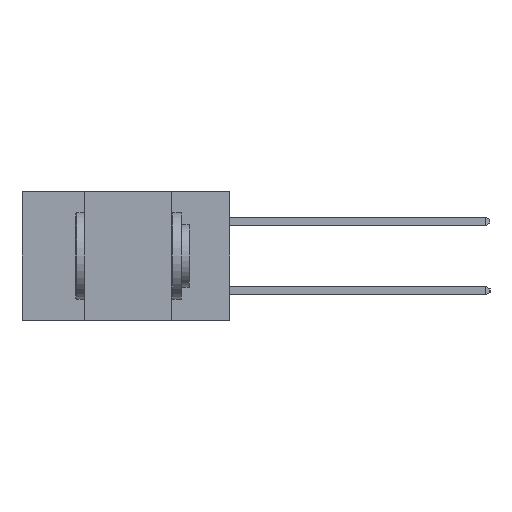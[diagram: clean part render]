
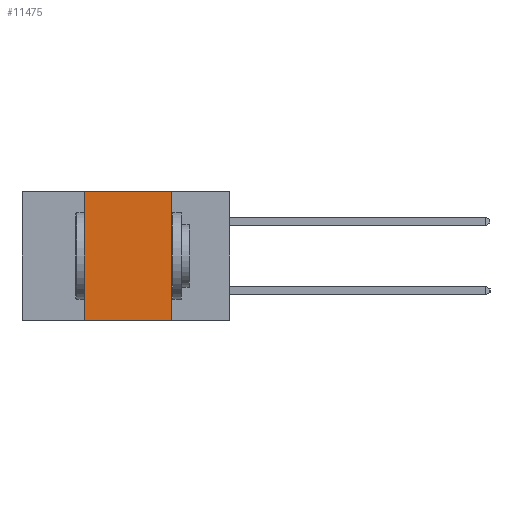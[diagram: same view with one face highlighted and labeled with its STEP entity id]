
A CAD part, left-side view. The second image highlights one B-rep face of the part: STEP entity #11475.
In plain terms, the highlighted planar face has unit normal (-1, 0, 0).
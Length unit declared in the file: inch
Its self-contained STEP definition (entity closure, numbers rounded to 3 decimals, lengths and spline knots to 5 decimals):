
#2 = VERTEX_POINT ( 'NONE', #6866 ) ;
#897 = DIRECTION ( 'NONE',  ( 0., 0., 1. ) ) ;
#920 = LINE ( 'NONE', #9879, #6207 ) ;
#1082 = EDGE_CURVE ( 'NONE', #8876, #2, #3518, .T. ) ;
#1873 = EDGE_CURVE ( 'NONE', #11804, #4357, #13984, .T. ) ;
#3167 = VECTOR ( 'NONE', #8298, 39.37008 ) ;
#3399 = EDGE_LOOP ( 'NONE', ( #5089, #11237, #6204, #9698 ) ) ;
#3518 = LINE ( 'NONE', #6177, #3167 ) ;
#3928 = CARTESIAN_POINT ( 'NONE',  ( 0., 0.42, -0.37 ) ) ;
#4357 = VERTEX_POINT ( 'NONE', #4781 ) ;
#4428 = DIRECTION ( 'NONE',  ( 0., -1., 0. ) ) ;
#4663 = CARTESIAN_POINT ( 'NONE',  ( 0., 0.6, 0. ) ) ;
#4701 = LINE ( 'NONE', #4663, #7862 ) ;
#4781 = CARTESIAN_POINT ( 'NONE',  ( 0., 0.42, 0. ) ) ;
#5089 = ORIENTED_EDGE ( 'NONE', *, *, #1082, .F. ) ;
#6177 = CARTESIAN_POINT ( 'NONE',  ( 0., 0.17, -0.37 ) ) ;
#6204 = ORIENTED_EDGE ( 'NONE', *, *, #1873, .F. ) ;
#6207 = VECTOR ( 'NONE', #9892, 39.37008 ) ;
#6384 = EDGE_CURVE ( 'NONE', #4357, #8876, #4701, .T. ) ;
#6866 = CARTESIAN_POINT ( 'NONE',  ( 0., 0.17, -0.37 ) ) ;
#7079 = PLANE ( 'NONE',  #8860 ) ;
#7162 = CARTESIAN_POINT ( 'NONE',  ( 0., 0.6, 0. ) ) ;
#7500 = CARTESIAN_POINT ( 'NONE',  ( 0., 0.17, 0. ) ) ;
#7862 = VECTOR ( 'NONE', #4428, 39.37008 ) ;
#8298 = DIRECTION ( 'NONE',  ( 0., 0., -1. ) ) ;
#8860 = AXIS2_PLACEMENT_3D ( 'NONE', #7162, #11761, #12010 ) ;
#8876 = VERTEX_POINT ( 'NONE', #7500 ) ;
#9527 = CARTESIAN_POINT ( 'NONE',  ( 0., 0.42, -0.37 ) ) ;
#9698 = ORIENTED_EDGE ( 'NONE', *, *, #13182, .T. ) ;
#9879 = CARTESIAN_POINT ( 'NONE',  ( 0., 0.6, -0.37 ) ) ;
#9892 = DIRECTION ( 'NONE',  ( 0., -1., 0. ) ) ;
#10776 = VECTOR ( 'NONE', #897, 39.37008 ) ;
#11237 = ORIENTED_EDGE ( 'NONE', *, *, #6384, .F. ) ;
#11475 = ADVANCED_FACE ( 'NONE', ( #12755 ), #7079, .F. ) ;
#11761 = DIRECTION ( 'NONE',  ( 1., 0., 0. ) ) ;
#11804 = VERTEX_POINT ( 'NONE', #9527 ) ;
#12010 = DIRECTION ( 'NONE',  ( 0., 0., -1. ) ) ;
#12755 = FACE_OUTER_BOUND ( 'NONE', #3399, .T. ) ;
#13182 = EDGE_CURVE ( 'NONE', #11804, #2, #920, .T. ) ;
#13984 = LINE ( 'NONE', #3928, #10776 ) ;
